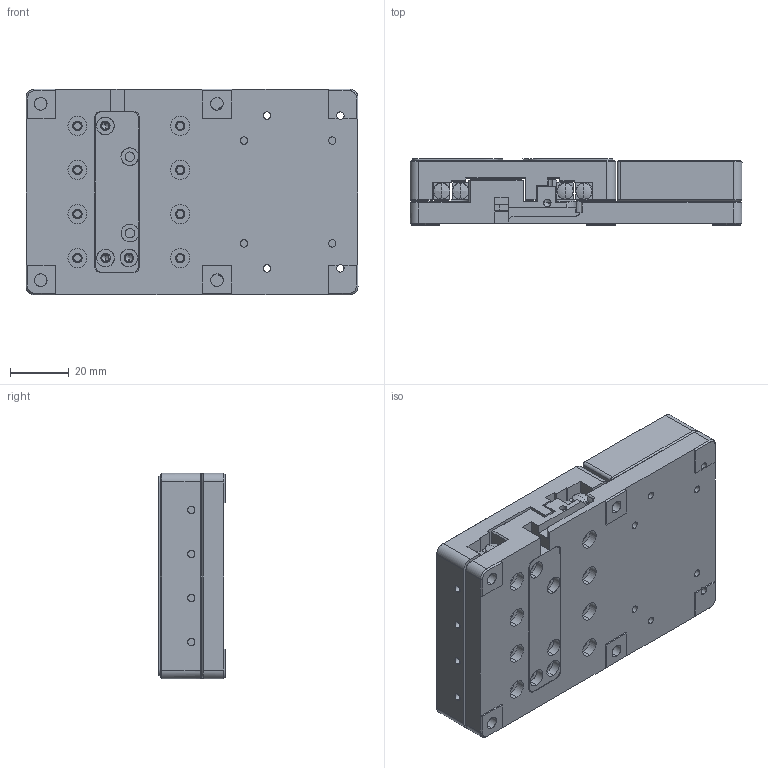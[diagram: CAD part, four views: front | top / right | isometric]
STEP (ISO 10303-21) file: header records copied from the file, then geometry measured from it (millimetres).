
FILE_DESCRIPTION (( 'STEP AP203' ), '1' );
FILE_NAME ('ls2-0725_ms15_asm.STEP', '2018-11-06T06:41:42', ( 'user' ), ( '微软中国' ), 'SwSTEP 2.0', 'SolidWorks 2016', '' );
FILE_SCHEMA (( 'CONFIG_CONTROL_DESIGN' ));
Length unit declared in the file: millimetre
Products named in the file (1): ls2-0725_ms15_asm
Bounding box: 113 x 22.5 x 70 mm (x, y, z)
Surface area: 63304.3 mm2 (no closed solid volume)
Topology: 0 solids, 9 shells, 1071 faces, 3048 edges, 2001 vertices
Faces by surface type: plane 452, cylinder 360, cone 140, bspline 111, torus 8
Entity records: 45995 total; most frequent: CARTESIAN_POINT 19498, ORIENTED_EDGE 5988, DIRECTION 4649, EDGE_CURVE 3002, VERTEX_POINT 2002, LINE 1557, VECTOR 1557, AXIS2_PLACEMENT_3D 1546
